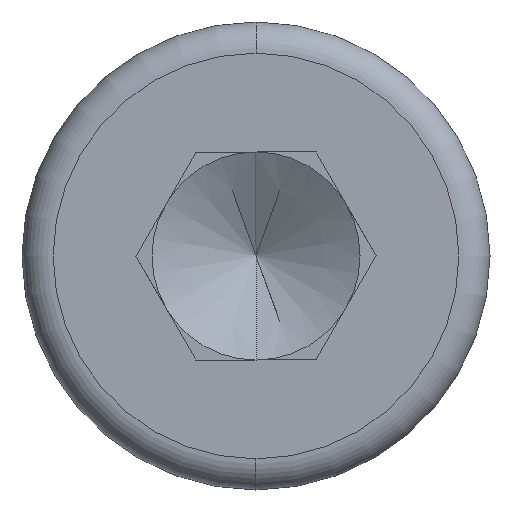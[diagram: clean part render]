
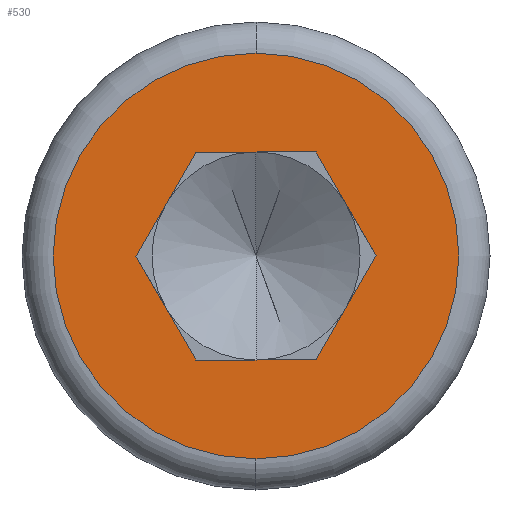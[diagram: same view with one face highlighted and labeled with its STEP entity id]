
A CAD part, left-side view. The second image highlights one B-rep face of the part: STEP entity #530.
In plain terms, the highlighted planar face has unit normal (-1, 0, 0).
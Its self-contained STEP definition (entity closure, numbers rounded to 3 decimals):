
#12 = CIRCLE ( 'NONE', #158, 7.8 ) ;
#17 = DIRECTION ( 'NONE',  ( 0., 0., 1. ) ) ;
#18 = VERTEX_POINT ( 'NONE', #126 ) ;
#29 = DIRECTION ( 'NONE',  ( -1., 0., 0. ) ) ;
#36 = DIRECTION ( 'NONE',  ( 0., 0., 1. ) ) ;
#52 = CARTESIAN_POINT ( 'NONE',  ( 0., 0., 0. ) ) ;
#61 = CIRCLE ( 'NONE', #312, 7.8 ) ;
#63 = CARTESIAN_POINT ( 'NONE',  ( 0., -4.619, 0. ) ) ;
#67 = CARTESIAN_POINT ( 'NONE',  ( 0., 0., 0. ) ) ;
#71 = VECTOR ( 'NONE', #291, 1000. ) ;
#74 = FACE_OUTER_BOUND ( 'NONE', #608, .T. ) ;
#126 = CARTESIAN_POINT ( 'NONE',  ( 0., -4.619, 0. ) ) ;
#134 = VECTOR ( 'NONE', #235, 1000. ) ;
#158 = AXIS2_PLACEMENT_3D ( 'NONE', #52, #217, #680 ) ;
#166 = VERTEX_POINT ( 'NONE', #594 ) ;
#196 = CARTESIAN_POINT ( 'NONE',  ( 0., 2.309, 4. ) ) ;
#217 = DIRECTION ( 'NONE',  ( -1., 0., 0. ) ) ;
#234 = ORIENTED_EDGE ( 'NONE', *, *, #295, .T. ) ;
#235 = DIRECTION ( 'NONE',  ( 0., -0.5, -0.866 ) ) ;
#276 = CARTESIAN_POINT ( 'NONE',  ( 0., -2.309, -4. ) ) ;
#282 = LINE ( 'NONE', #690, #457 ) ;
#291 = DIRECTION ( 'NONE',  ( 0., -1., 0. ) ) ;
#295 = EDGE_CURVE ( 'NONE', #18, #683, #405, .T. ) ;
#303 = PLANE ( 'NONE',  #700 ) ;
#312 = AXIS2_PLACEMENT_3D ( 'NONE', #544, #29, #36 ) ;
#315 = VERTEX_POINT ( 'NONE', #391 ) ;
#320 = VERTEX_POINT ( 'NONE', #343 ) ;
#328 = EDGE_LOOP ( 'NONE', ( #575, #536, #555, #234, #588, #539 ) ) ;
#330 = LINE ( 'NONE', #381, #661 ) ;
#332 = ORIENTED_EDGE ( 'NONE', *, *, #650, .T. ) ;
#340 = CARTESIAN_POINT ( 'NONE',  ( 0., 0., -7.8 ) ) ;
#343 = CARTESIAN_POINT ( 'NONE',  ( 0., 2.309, -4. ) ) ;
#381 = CARTESIAN_POINT ( 'NONE',  ( 0., 4.619, 0. ) ) ;
#384 = EDGE_CURVE ( 'NONE', #320, #683, #460, .T. ) ;
#391 = CARTESIAN_POINT ( 'NONE',  ( 0., -2.309, 4. ) ) ;
#403 = DIRECTION ( 'NONE',  ( 0., 1., 0. ) ) ;
#405 = LINE ( 'NONE', #63, #563 ) ;
#408 = DIRECTION ( 'NONE',  ( 0., 0.5, -0.866 ) ) ;
#417 = VERTEX_POINT ( 'NONE', #340 ) ;
#420 = EDGE_CURVE ( 'NONE', #315, #18, #522, .T. ) ;
#439 = DIRECTION ( 'NONE',  ( 0., -0.5, -0.866 ) ) ;
#441 = EDGE_CURVE ( 'NONE', #315, #511, #684, .T. ) ;
#446 = CARTESIAN_POINT ( 'NONE',  ( 0., 0., 7.8 ) ) ;
#457 = VECTOR ( 'NONE', #628, 1000. ) ;
#460 = LINE ( 'NONE', #695, #71 ) ;
#467 = CARTESIAN_POINT ( 'NONE',  ( 0., -2.309, 4. ) ) ;
#511 = VERTEX_POINT ( 'NONE', #196 ) ;
#522 = LINE ( 'NONE', #467, #134 ) ;
#530 = ADVANCED_FACE ( 'NONE', ( #586, #74 ), #303, .T. ) ;
#533 = DIRECTION ( 'NONE',  ( -1., 0., 0. ) ) ;
#536 = ORIENTED_EDGE ( 'NONE', *, *, #441, .F. ) ;
#539 = ORIENTED_EDGE ( 'NONE', *, *, #573, .F. ) ;
#544 = CARTESIAN_POINT ( 'NONE',  ( 0., 0., 0. ) ) ;
#555 = ORIENTED_EDGE ( 'NONE', *, *, #420, .T. ) ;
#563 = VECTOR ( 'NONE', #408, 1000. ) ;
#569 = ORIENTED_EDGE ( 'NONE', *, *, #698, .T. ) ;
#573 = EDGE_CURVE ( 'NONE', #166, #320, #330, .T. ) ;
#575 = ORIENTED_EDGE ( 'NONE', *, *, #687, .T. ) ;
#586 = FACE_BOUND ( 'NONE', #328, .T. ) ;
#588 = ORIENTED_EDGE ( 'NONE', *, *, #384, .F. ) ;
#594 = CARTESIAN_POINT ( 'NONE',  ( 0., 4.619, 0. ) ) ;
#607 = VECTOR ( 'NONE', #403, 1000. ) ;
#608 = EDGE_LOOP ( 'NONE', ( #332, #569 ) ) ;
#628 = DIRECTION ( 'NONE',  ( 0., -0.5, 0.866 ) ) ;
#635 = CARTESIAN_POINT ( 'NONE',  ( 0., -2.309, 4. ) ) ;
#650 = EDGE_CURVE ( 'NONE', #704, #417, #61, .T. ) ;
#661 = VECTOR ( 'NONE', #439, 1000. ) ;
#680 = DIRECTION ( 'NONE',  ( 0., 0., 1. ) ) ;
#683 = VERTEX_POINT ( 'NONE', #276 ) ;
#684 = LINE ( 'NONE', #635, #607 ) ;
#687 = EDGE_CURVE ( 'NONE', #166, #511, #282, .T. ) ;
#690 = CARTESIAN_POINT ( 'NONE',  ( 0., 4.619, 0. ) ) ;
#695 = CARTESIAN_POINT ( 'NONE',  ( 0., 2.309, -4. ) ) ;
#698 = EDGE_CURVE ( 'NONE', #417, #704, #12, .T. ) ;
#700 = AXIS2_PLACEMENT_3D ( 'NONE', #67, #533, #17 ) ;
#704 = VERTEX_POINT ( 'NONE', #446 ) ;
